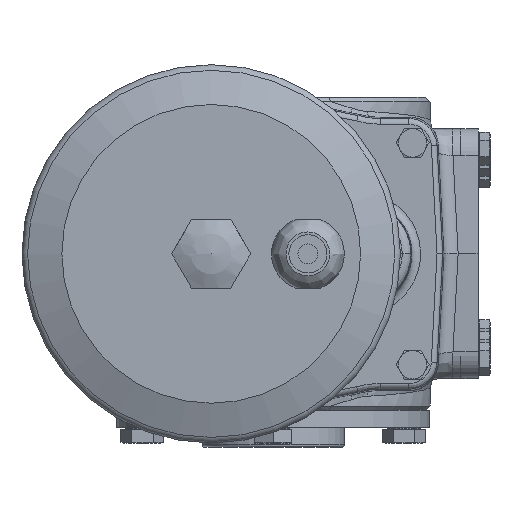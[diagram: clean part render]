
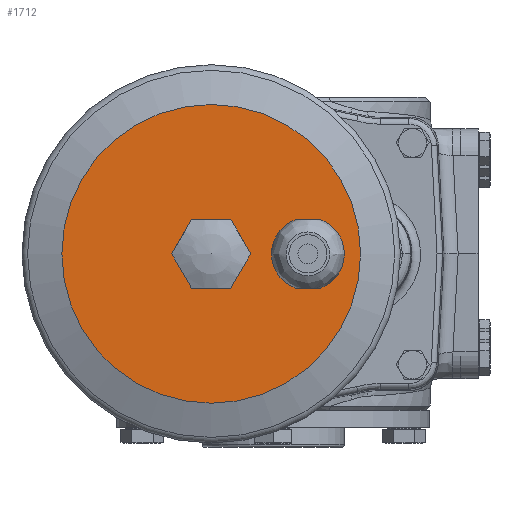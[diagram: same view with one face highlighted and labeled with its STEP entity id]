
A CAD part, left-side view. The second image highlights one B-rep face of the part: STEP entity #1712.
In plain terms, the highlighted planar face has unit normal (-1, 0, 0).
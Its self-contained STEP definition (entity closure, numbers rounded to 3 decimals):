
#1712 = ADVANCED_FACE( '', ( #4075, #4076, #4077 ), #4078, .T. );
#4075 = FACE_BOUND( '', #9981, .T. );
#4076 = FACE_OUTER_BOUND( '', #9982, .T. );
#4077 = FACE_BOUND( '', #9983, .T. );
#4078 = PLANE( '', #9984 );
#9981 = EDGE_LOOP( '', ( #17226, #17227, #17228, #17229 ) );
#9982 = EDGE_LOOP( '', ( #17230 ) );
#9983 = EDGE_LOOP( '', ( #17231, #17232, #17233, #17234, #17235, #17236 ) );
#9984 = AXIS2_PLACEMENT_3D( '', #17237, #17238, #17239 );
#17226 = ORIENTED_EDGE( '', *, *, #22732, .F. );
#17227 = ORIENTED_EDGE( '', *, *, #22733, .F. );
#17228 = ORIENTED_EDGE( '', *, *, #22734, .F. );
#17229 = ORIENTED_EDGE( '', *, *, #22735, .T. );
#17230 = ORIENTED_EDGE( '', *, *, #22736, .T. );
#17231 = ORIENTED_EDGE( '', *, *, #21357, .T. );
#17232 = ORIENTED_EDGE( '', *, *, #22737, .T. );
#17233 = ORIENTED_EDGE( '', *, *, #22738, .T. );
#17234 = ORIENTED_EDGE( '', *, *, #22499, .T. );
#17235 = ORIENTED_EDGE( '', *, *, #22739, .T. );
#17236 = ORIENTED_EDGE( '', *, *, #22740, .T. );
#17237 = CARTESIAN_POINT( '', ( -463., -30.7, 0. ) );
#17238 = DIRECTION( '', ( -1., 0., 0. ) );
#17239 = DIRECTION( '', ( 0., -1., 0. ) );
#21357 = EDGE_CURVE( '', #24185, #24189, #24191, .T. );
#22499 = EDGE_CURVE( '', #26003, #26007, #26009, .T. );
#22732 = EDGE_CURVE( '', #26331, #26332, #26333, .T. );
#22733 = EDGE_CURVE( '', #26334, #26331, #26335, .T. );
#22734 = EDGE_CURVE( '', #26336, #26334, #26337, .T. );
#22735 = EDGE_CURVE( '', #26336, #26332, #26338, .T. );
#22736 = EDGE_CURVE( '', #26339, #26339, #26340, .T. );
#22737 = EDGE_CURVE( '', #24189, #26341, #26342, .T. );
#22738 = EDGE_CURVE( '', #26341, #26003, #26343, .T. );
#22739 = EDGE_CURVE( '', #26007, #26344, #26345, .T. );
#22740 = EDGE_CURVE( '', #26344, #24185, #26346, .T. );
#24185 = VERTEX_POINT( '', #28694 );
#24189 = VERTEX_POINT( '', #28699 );
#24191 = LINE( '', #28702, #28703 );
#26003 = VERTEX_POINT( '', #32555 );
#26007 = VERTEX_POINT( '', #32560 );
#26009 = LINE( '', #32563, #32564 );
#26331 = VERTEX_POINT( '', #33390 );
#26332 = VERTEX_POINT( '', #33391 );
#26333 = CIRCLE( '', #33392, 12.8 );
#26334 = VERTEX_POINT( '', #33393 );
#26335 = LINE( '', #33394, #33395 );
#26336 = VERTEX_POINT( '', #33396 );
#26337 = CIRCLE( '', #33397, 12.8 );
#26338 = LINE( '', #33398, #33399 );
#26339 = VERTEX_POINT( '', #33400 );
#26340 = CIRCLE( '', #33401, 52.5 );
#26341 = VERTEX_POINT( '', #33402 );
#26342 = LINE( '', #33403, #33404 );
#26343 = LINE( '', #33405, #33406 );
#26344 = VERTEX_POINT( '', #33407 );
#26345 = LINE( '', #33408, #33409 );
#26346 = LINE( '', #33410, #33411 );
#28694 = CARTESIAN_POINT( '', ( -463., 28.728, -12. ) );
#28699 = CARTESIAN_POINT( '', ( -463., 35.656, 0. ) );
#28702 = CARTESIAN_POINT( '', ( -463., 28.728, -12. ) );
#28703 = VECTOR( '', #36268, 1000. );
#32555 = CARTESIAN_POINT( '', ( -463., 14.872, 12. ) );
#32560 = CARTESIAN_POINT( '', ( -463., 7.944, 0. ) );
#32563 = CARTESIAN_POINT( '', ( -463., 14.872, 12. ) );
#32564 = VECTOR( '', #37551, 1000. );
#33390 = CARTESIAN_POINT( '', ( -463., -7.746, 12. ) );
#33391 = CARTESIAN_POINT( '', ( -463., -7.746, -12. ) );
#33392 = AXIS2_PLACEMENT_3D( '', #37793, #37794, #37795 );
#33393 = CARTESIAN_POINT( '', ( -463., -16.654, 12. ) );
#33394 = CARTESIAN_POINT( '', ( -463., -16.654, 12. ) );
#33395 = VECTOR( '', #37796, 1000. );
#33396 = CARTESIAN_POINT( '', ( -463., -16.654, -12. ) );
#33397 = AXIS2_PLACEMENT_3D( '', #37797, #37798, #37799 );
#33398 = CARTESIAN_POINT( '', ( -463., -16.654, -12. ) );
#33399 = VECTOR( '', #37800, 1000. );
#33400 = CARTESIAN_POINT( '', ( -463., -30.7, 0. ) );
#33401 = AXIS2_PLACEMENT_3D( '', #37801, #37802, #37803 );
#33402 = CARTESIAN_POINT( '', ( -463., 28.728, 12. ) );
#33403 = CARTESIAN_POINT( '', ( -463., 35.656, 0. ) );
#33404 = VECTOR( '', #37804, 1000. );
#33405 = CARTESIAN_POINT( '', ( -463., 28.728, 12. ) );
#33406 = VECTOR( '', #37805, 1000. );
#33407 = CARTESIAN_POINT( '', ( -463., 14.872, -12. ) );
#33408 = CARTESIAN_POINT( '', ( -463., 7.944, 0. ) );
#33409 = VECTOR( '', #37806, 1000. );
#33410 = CARTESIAN_POINT( '', ( -463., 14.872, -12. ) );
#33411 = VECTOR( '', #37807, 1000. );
#36268 = DIRECTION( '', ( 0., 0.5, 0.866 ) );
#37551 = DIRECTION( '', ( 0., -0.5, -0.866 ) );
#37793 = CARTESIAN_POINT( '', ( -463., -12.2, 0. ) );
#37794 = DIRECTION( '', ( -1., 0., 0. ) );
#37795 = DIRECTION( '', ( 0., -1., 0. ) );
#37796 = DIRECTION( '', ( 0., 1., 0. ) );
#37797 = CARTESIAN_POINT( '', ( -463., -12.2, 0. ) );
#37798 = DIRECTION( '', ( -1., 0., 0. ) );
#37799 = DIRECTION( '', ( 0., -1., 0. ) );
#37800 = DIRECTION( '', ( 0., 1., 0. ) );
#37801 = CARTESIAN_POINT( '', ( -463., 21.8, 0. ) );
#37802 = DIRECTION( '', ( -1., 0., 0. ) );
#37803 = DIRECTION( '', ( 0., -1., 0. ) );
#37804 = DIRECTION( '', ( 0., -0.5, 0.866 ) );
#37805 = DIRECTION( '', ( 0., -1., 0. ) );
#37806 = DIRECTION( '', ( 0., 0.5, -0.866 ) );
#37807 = DIRECTION( '', ( 0., 1., 0. ) );
